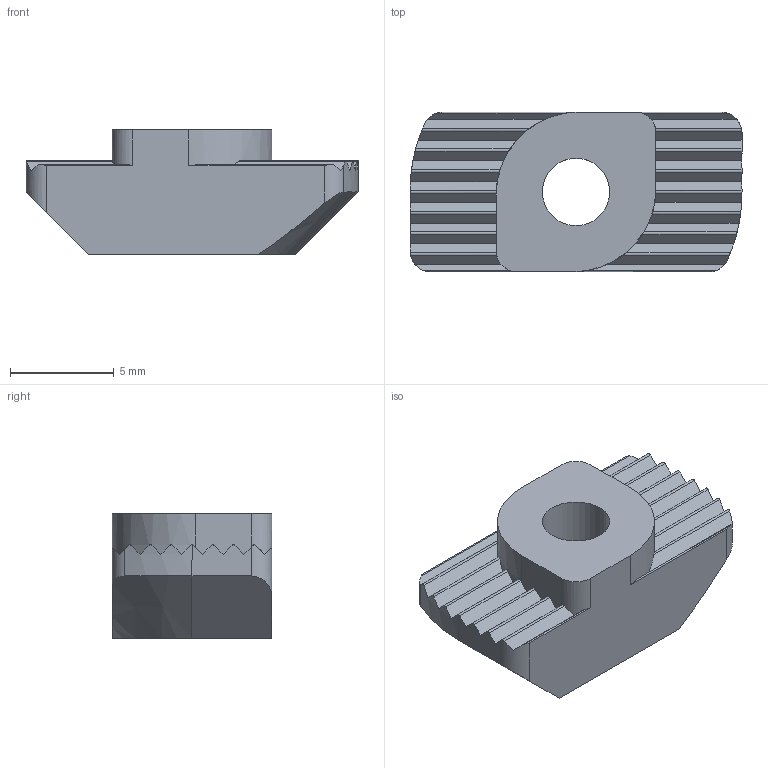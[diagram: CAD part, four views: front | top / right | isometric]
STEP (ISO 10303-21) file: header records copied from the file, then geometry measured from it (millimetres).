
FILE_DESCRIPTION(/* description */ ('T - Matice, řada 30-8'),/* implementation_level */ '2;1');
FILE_NAME(/* name */ '210034.stp',/* time_stamp */ '2023-02-24T11:30:55+01:00',/* author */ ('PC'),/* organization */ ('Alutec K&K'),/* preprocessor_version */ 'ST-DEVELOPER v18.1',/* originating_system */ 'Autodesk Inventor 2021',/* authorisation */ '');
FILE_SCHEMA (('AUTOMOTIVE_DESIGN { 1 0 10303 214 3 1 1 }'));
Length unit declared in the file: millimetre
Products named in the file (1): 210034
Bounding box: 16 x 7.7 x 6 mm (x, y, z)
Volume: 484.4 mm3; surface area: 503.1 mm2
Topology: 1 solids, 1 shells, 75 faces, 217 edges, 144 vertices
Faces by surface type: plane 42, cylinder 31, cone 2
Full cylindrical faces by diameter (mm): 3.242 x1
Entity records: 2768 total; most frequent: CARTESIAN_POINT 947, ORIENTED_EDGE 434, DIRECTION 303, EDGE_CURVE 217, VERTEX_POINT 144, LINE 111, VECTOR 111, AXIS2_PLACEMENT_3D 96
